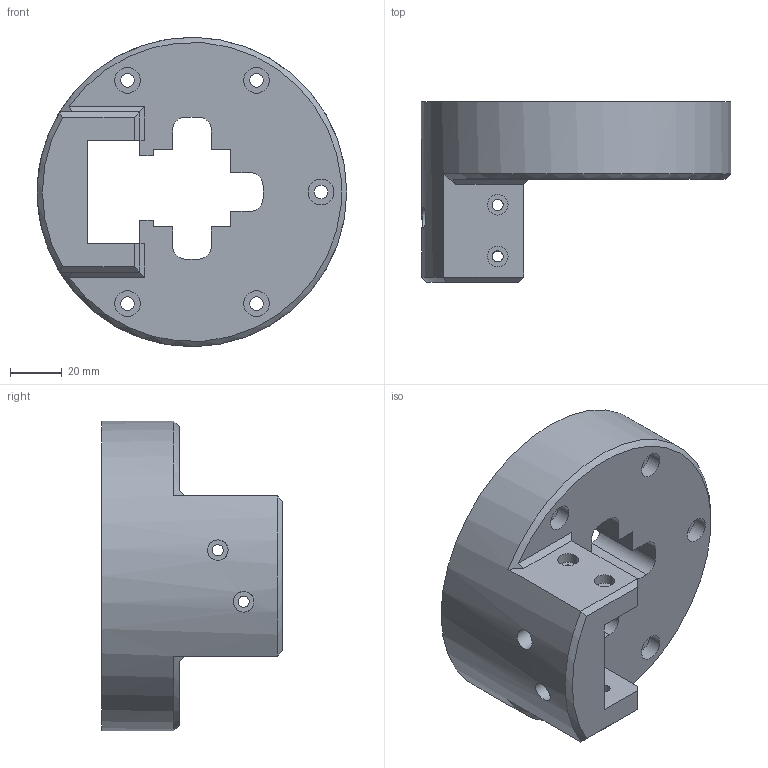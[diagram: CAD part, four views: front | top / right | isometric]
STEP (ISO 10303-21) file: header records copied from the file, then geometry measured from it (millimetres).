
FILE_DESCRIPTION(/* description */ (''),/* implementation_level */ '2;1');
FILE_NAME(/* name */ 'base1.stp',/* time_stamp */ '2025-12-05T20:52:05+01:00',/* author */ ('R5800u'),/* organization */ (''),/* preprocessor_version */ 'ST-DEVELOPER v20',/* originating_system */ 'Autodesk Inventor 2025',/* authorisation */ '');
FILE_SCHEMA (('AUTOMOTIVE_DESIGN { 1 0 10303 214 3 1 1 }'));
Length unit declared in the file: millimetre
Products named in the file (1): base1
Bounding box: 120 x 70 x 120 mm (x, y, z)
Volume: 318075.9 mm3; surface area: 50343.1 mm2
Topology: 1 solids, 1 shells, 87 faces, 215 edges, 142 vertices
Faces by surface type: plane 54, cylinder 31, cone 2
Full cylindrical faces by diameter (mm): 4.3 x6, 5.3 x6, 8 x6, 10 x6, 120 x1
Entity records: 2741 total; most frequent: CARTESIAN_POINT 527, DIRECTION 445, ORIENTED_EDGE 430, EDGE_CURVE 215, AXIS2_PLACEMENT_3D 152, VERTEX_POINT 142, LINE 141, VECTOR 141
